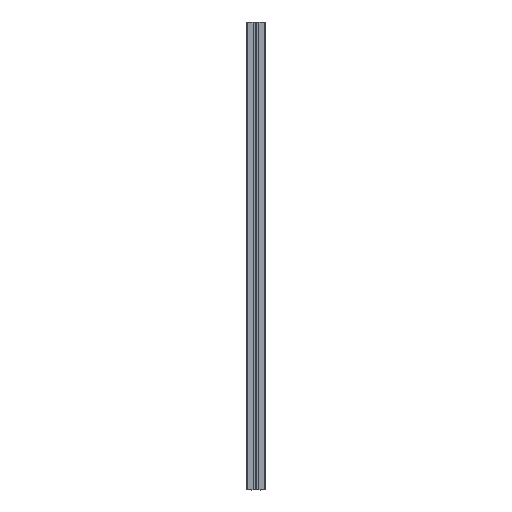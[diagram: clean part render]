
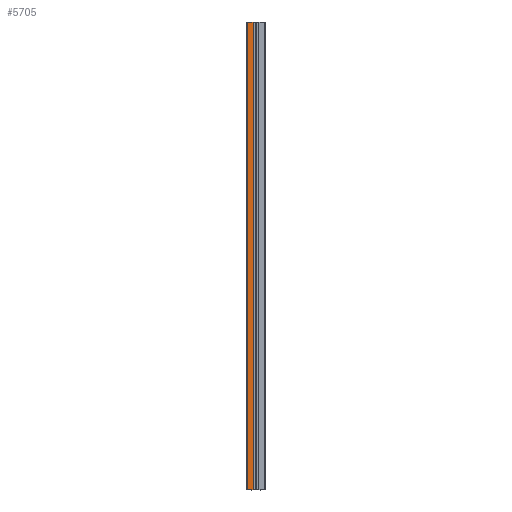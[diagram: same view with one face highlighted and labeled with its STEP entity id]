
A CAD part, left-side view. The second image highlights one B-rep face of the part: STEP entity #5705.
In plain terms, the highlighted planar face has unit normal (-1, 0, 0).
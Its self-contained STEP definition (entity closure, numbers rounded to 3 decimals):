
#95 = PLANE ( 'NONE',  #6708 ) ;
#153 = DIRECTION ( 'NONE',  ( 0., 0., -1. ) ) ;
#768 = VERTEX_POINT ( 'NONE', #7877 ) ;
#853 = LINE ( 'NONE', #7717, #1633 ) ;
#998 = VECTOR ( 'NONE', #3309, 1000. ) ;
#1219 = DIRECTION ( 'NONE',  ( 0., 1., 0. ) ) ;
#1371 = CARTESIAN_POINT ( 'NONE',  ( -20., 18., 0. ) ) ;
#1414 = DIRECTION ( 'NONE',  ( -1., 0., 0. ) ) ;
#1633 = VECTOR ( 'NONE', #153, 1000. ) ;
#1720 = EDGE_CURVE ( 'NONE', #3909, #768, #853, .T. ) ;
#1905 = CARTESIAN_POINT ( 'NONE',  ( -20., 6.325, 0. ) ) ;
#1938 = LINE ( 'NONE', #8672, #5770 ) ;
#2093 = FACE_OUTER_BOUND ( 'NONE', #6400, .T. ) ;
#2138 = DIRECTION ( 'NONE',  ( 0., 1., 0. ) ) ;
#2812 = LINE ( 'NONE', #7572, #8634 ) ;
#3019 = ORIENTED_EDGE ( 'NONE', *, *, #7221, .F. ) ;
#3202 = ORIENTED_EDGE ( 'NONE', *, *, #4558, .T. ) ;
#3309 = DIRECTION ( 'NONE',  ( 0., 0., -1. ) ) ;
#3815 = ORIENTED_EDGE ( 'NONE', *, *, #1720, .F. ) ;
#3909 = VERTEX_POINT ( 'NONE', #1905 ) ;
#4558 = EDGE_CURVE ( 'NONE', #5540, #4979, #4789, .T. ) ;
#4789 = LINE ( 'NONE', #8182, #998 ) ;
#4979 = VERTEX_POINT ( 'NONE', #7259 ) ;
#5540 = VERTEX_POINT ( 'NONE', #1371 ) ;
#5705 = ADVANCED_FACE ( 'NONE', ( #2093 ), #95, .T. ) ;
#5770 = VECTOR ( 'NONE', #1219, 1000. ) ;
#6400 = EDGE_LOOP ( 'NONE', ( #7608, #3202, #3019, #3815 ) ) ;
#6708 = AXIS2_PLACEMENT_3D ( 'NONE', #7521, #1414, #6853 ) ;
#6853 = DIRECTION ( 'NONE',  ( 0., 1., 0. ) ) ;
#7221 = EDGE_CURVE ( 'NONE', #768, #4979, #1938, .T. ) ;
#7259 = CARTESIAN_POINT ( 'NONE',  ( -20., 18., -1000. ) ) ;
#7521 = CARTESIAN_POINT ( 'NONE',  ( -20., 20., -1000. ) ) ;
#7572 = CARTESIAN_POINT ( 'NONE',  ( -20., 20., 0. ) ) ;
#7608 = ORIENTED_EDGE ( 'NONE', *, *, #8203, .T. ) ;
#7717 = CARTESIAN_POINT ( 'NONE',  ( -20., 6.325, -1000. ) ) ;
#7877 = CARTESIAN_POINT ( 'NONE',  ( -20., 6.325, -1000. ) ) ;
#8182 = CARTESIAN_POINT ( 'NONE',  ( -20., 18., -1000. ) ) ;
#8203 = EDGE_CURVE ( 'NONE', #3909, #5540, #2812, .T. ) ;
#8634 = VECTOR ( 'NONE', #2138, 1000. ) ;
#8672 = CARTESIAN_POINT ( 'NONE',  ( -20., 20., -1000. ) ) ;
